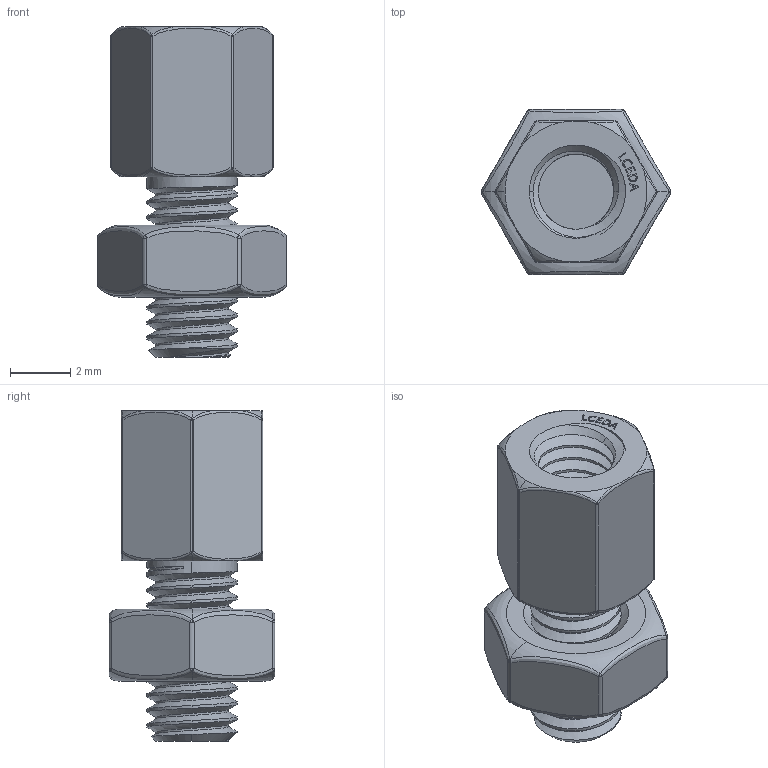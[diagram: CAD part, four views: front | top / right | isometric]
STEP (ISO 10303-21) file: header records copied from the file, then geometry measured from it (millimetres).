
FILE_DESCRIPTION (( 'STEP AP214' ), '1' );
FILE_NAME ('SMD_BD4.2-L4.7-W4.7-D3.0.step', '2022-08-05T06:53:43', ( '' ), ( '' ), 'SwSTEP 2.0', 'SolidWorks 2020', '' );
FILE_SCHEMA (( 'AUTOMOTIVE_DESIGN' ));
Length unit declared in the file: millimetre
Products named in the file (1): SMD_BD4.2-L4.7-W4.7-D3.0
Bounding box: 6.3 x 5.5 x 11 mm (x, y, z)
Volume: 158.2 mm3; surface area: 364.7 mm2
Topology: 16 solids, 16 shells, 458 faces, 1175 edges, 741 vertices
Faces by surface type: plane 199, bspline 145, cylinder 54, sphere 32, torus 18, cone 10
Entity records: 26492 total; most frequent: CARTESIAN_POINT 11429, ORIENTED_EDGE 2318, DIRECTION 1512, EDGE_CURVE 1159, VERTEX_POINT 741, VECTOR 626, LINE 626, EDGE_LOOP 480
